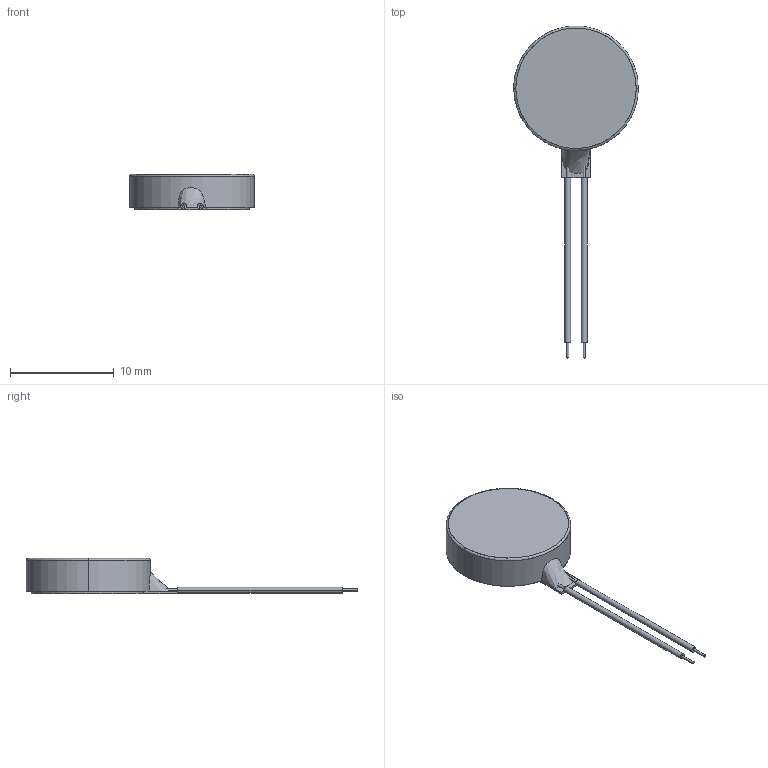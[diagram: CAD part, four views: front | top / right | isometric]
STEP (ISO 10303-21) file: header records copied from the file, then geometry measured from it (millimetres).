
FILE_DESCRIPTION(/* description */ (''),/* implementation_level */ '2;1');
FILE_NAME(/* name */ 'HD-EMC1203-LW20-R.ipt.step',/* time_stamp */ '2024-02-07T22:36:45-05:00',/* author */ ('mckenna'),/* organization */ (''),/* preprocessor_version */ 'ST-DEVELOPER v20',/* originating_system */ 'Autodesk Inventor 2024',/* authorisation */ '');
FILE_SCHEMA (('AUTOMOTIVE_DESIGN { 1 0 10303 214 3 1 1 }'));
Length unit declared in the file: inch
Products named in the file (1): HD-EMC1203-LW20-R
Bounding box: 12 x 32 x 3.4 mm (x, y, z)
Surface area: 435.8 mm2 (no closed solid volume)
Topology: 0 solids, 34 shells, 34 faces, 112 edges, 111 vertices
Faces by surface type: plane 16, cylinder 15, bspline 3
Entity records: 1547 total; most frequent: CARTESIAN_POINT 454, DIRECTION 215, ORIENTED_EDGE 113, VERTEX_POINT 112, EDGE_CURVE 112, AXIS2_PLACEMENT_3D 81, LINE 53, VECTOR 53
